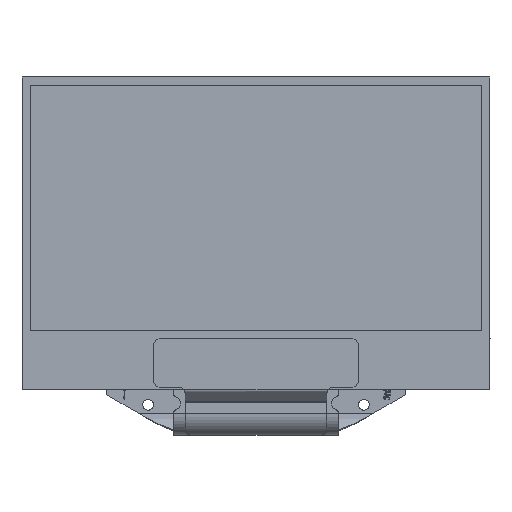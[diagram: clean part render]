
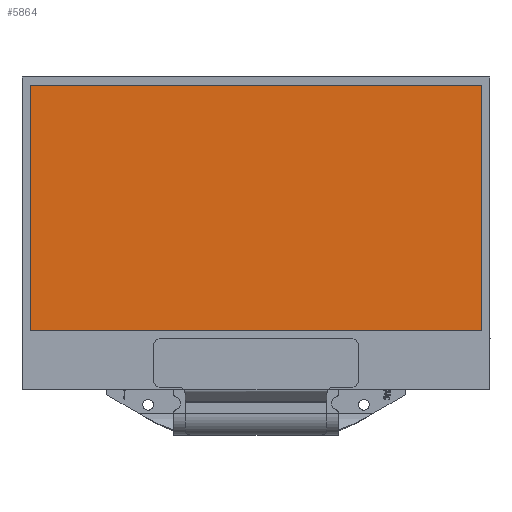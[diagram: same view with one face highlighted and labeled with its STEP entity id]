
A CAD part, top view. The second image highlights one B-rep face of the part: STEP entity #5864.
In plain terms, the highlighted planar face has unit normal (0, 0, 1).
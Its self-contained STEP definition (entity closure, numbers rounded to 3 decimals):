
#5864=ADVANCED_FACE('',(#10562),#10564,.T.);
#10562=FACE_BOUND('',#10563,.T.);
#10563=EDGE_LOOP('',(#14240,#14241,#14242,#14243));
#10564=PLANE('',#10565);
#10565=AXIS2_PLACEMENT_3D('',#10566,#10567,#10568);
#10566=CARTESIAN_POINT('',(0.,0.,2.5));
#10567=DIRECTION('',(0.,0.,1.));
#10568=DIRECTION('',(1.,0.,0.));
#14240=ORIENTED_EDGE('',*,*,#16074,.T.);
#14241=ORIENTED_EDGE('',*,*,#16078,.T.);
#14242=ORIENTED_EDGE('',*,*,#16081,.T.);
#14243=ORIENTED_EDGE('',*,*,#16083,.T.);
#16074=EDGE_CURVE('',#19283,#19281,#19284,.T.);
#16078=EDGE_CURVE('',#19281,#19288,#19290,.T.);
#16081=EDGE_CURVE('',#19288,#19293,#19295,.T.);
#16083=EDGE_CURVE('',#19293,#19283,#19297,.T.);
#19281=VERTEX_POINT('',#26689);
#19283=VERTEX_POINT('',#26693);
#19284=LINE('',#26694,#26695);
#19288=VERTEX_POINT('',#26704);
#19290=LINE('',#26708,#26709);
#19293=VERTEX_POINT('',#26715);
#19295=LINE('',#26719,#26720);
#19297=LINE('',#26725,#26726);
#26689=CARTESIAN_POINT('',(-16.75,11.,2.5));
#26693=CARTESIAN_POINT('',(16.75,11.,2.5));
#26694=CARTESIAN_POINT('',(16.75,11.,2.5));
#26695=VECTOR('',#26696,1.);
#26696=DIRECTION('',(-1.,0.,0.));
#26704=CARTESIAN_POINT('',(-16.75,-7.2,2.5));
#26708=CARTESIAN_POINT('',(-16.75,11.,2.5));
#26709=VECTOR('',#26710,1.);
#26710=DIRECTION('',(0.,-1.,0.));
#26715=CARTESIAN_POINT('',(16.75,-7.2,2.5));
#26719=CARTESIAN_POINT('',(-16.75,-7.2,2.5));
#26720=VECTOR('',#26721,1.);
#26721=DIRECTION('',(1.,0.,0.));
#26725=CARTESIAN_POINT('',(16.75,-7.2,2.5));
#26726=VECTOR('',#26727,1.);
#26727=DIRECTION('',(0.,1.,0.));
